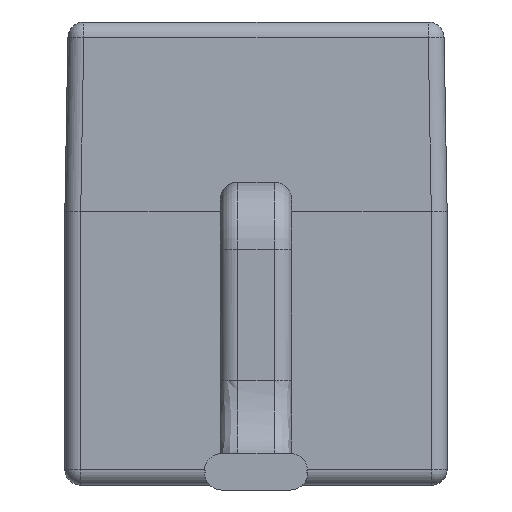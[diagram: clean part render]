
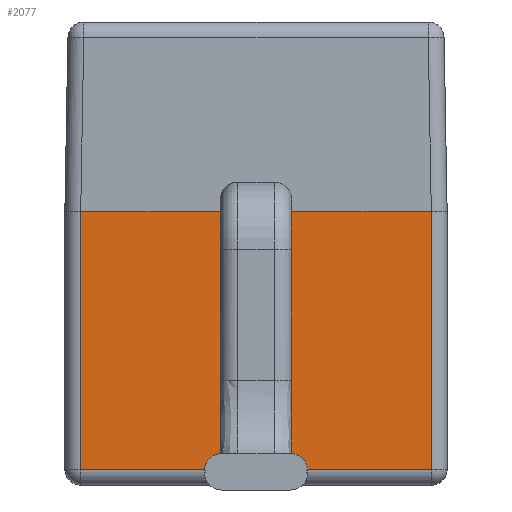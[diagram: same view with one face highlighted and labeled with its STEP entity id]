
A CAD part, left-side view. The second image highlights one B-rep face of the part: STEP entity #2077.
In plain terms, the highlighted planar face has unit normal (-1, 0, 0).
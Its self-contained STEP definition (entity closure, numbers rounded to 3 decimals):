
#76=PLANE('',#2281);
#127=LINE('',#3158,#289);
#139=LINE('',#3204,#301);
#144=LINE('',#3222,#306);
#172=LINE('',#3272,#334);
#173=LINE('',#3274,#335);
#174=LINE('',#3278,#336);
#175=LINE('',#3282,#337);
#176=LINE('',#3283,#338);
#289=VECTOR('',#2548,10.);
#301=VECTOR('',#2604,10.);
#306=VECTOR('',#2625,10.);
#334=VECTOR('',#2683,10.);
#335=VECTOR('',#2684,10.);
#336=VECTOR('',#2687,10.);
#337=VECTOR('',#2690,10.);
#338=VECTOR('',#2691,10.);
#552=FACE_OUTER_BOUND('',#684,.T.);
#684=EDGE_LOOP('',(#1532,#1533,#1534,#1535,#1536,#1537,#1538,#1539,#1540,
#1541));
#828=CIRCLE('',#2282,0.11);
#829=CIRCLE('',#2283,0.11);
#906=VERTEX_POINT('',#3150);
#907=VERTEX_POINT('',#3154);
#918=VERTEX_POINT('',#3196);
#924=VERTEX_POINT('',#3216);
#932=VERTEX_POINT('',#3271);
#933=VERTEX_POINT('',#3273);
#934=VERTEX_POINT('',#3275);
#935=VERTEX_POINT('',#3277);
#936=VERTEX_POINT('',#3279);
#937=VERTEX_POINT('',#3281);
#1099=EDGE_CURVE('',#906,#907,#127,.T.);
#1123=EDGE_CURVE('',#918,#906,#139,.T.);
#1132=EDGE_CURVE('',#924,#918,#144,.T.);
#1162=EDGE_CURVE('',#924,#932,#172,.T.);
#1163=EDGE_CURVE('',#932,#933,#173,.T.);
#1164=EDGE_CURVE('',#934,#933,#828,.F.);
#1165=EDGE_CURVE('',#934,#935,#174,.T.);
#1166=EDGE_CURVE('',#936,#935,#829,.F.);
#1167=EDGE_CURVE('',#936,#937,#175,.T.);
#1168=EDGE_CURVE('',#937,#907,#176,.T.);
#1532=ORIENTED_EDGE('',*,*,#1099,.F.);
#1533=ORIENTED_EDGE('',*,*,#1123,.F.);
#1534=ORIENTED_EDGE('',*,*,#1132,.F.);
#1535=ORIENTED_EDGE('',*,*,#1162,.T.);
#1536=ORIENTED_EDGE('',*,*,#1163,.T.);
#1537=ORIENTED_EDGE('',*,*,#1164,.F.);
#1538=ORIENTED_EDGE('',*,*,#1165,.T.);
#1539=ORIENTED_EDGE('',*,*,#1166,.F.);
#1540=ORIENTED_EDGE('',*,*,#1167,.T.);
#1541=ORIENTED_EDGE('',*,*,#1168,.T.);
#2077=ADVANCED_FACE('',(#552),#76,.T.);
#2281=AXIS2_PLACEMENT_3D('',#3270,#2681,#2682);
#2282=AXIS2_PLACEMENT_3D('',#3276,#2685,#2686);
#2283=AXIS2_PLACEMENT_3D('',#3280,#2688,#2689);
#2548=DIRECTION('',(0.,0.,1.));
#2604=DIRECTION('',(0.,1.,0.));
#2625=DIRECTION('',(0.,0.,-1.));
#2681=DIRECTION('center_axis',(-1.,0.,0.));
#2682=DIRECTION('ref_axis',(0.,0.,1.));
#2683=DIRECTION('',(0.,1.,0.));
#2684=DIRECTION('',(0.,0.,-1.));
#2685=DIRECTION('center_axis',(1.,0.,0.));
#2686=DIRECTION('ref_axis',(0.,-0.707,-0.707));
#2687=DIRECTION('',(0.,1.,0.));
#2688=DIRECTION('center_axis',(1.,0.,0.));
#2689=DIRECTION('ref_axis',(0.,0.707,-0.707));
#2690=DIRECTION('',(0.,0.,1.));
#2691=DIRECTION('',(0.,1.,0.));
#3150=CARTESIAN_POINT('',(-5.82,1.105,-1.36));
#3154=CARTESIAN_POINT('',(-5.82,1.105,0.267));
#3158=CARTESIAN_POINT('',(-5.82,1.105,-1.028));
#3196=CARTESIAN_POINT('',(-5.82,-1.105,-1.36));
#3204=CARTESIAN_POINT('',(-5.82,0.,-1.36));
#3216=CARTESIAN_POINT('',(-5.82,-1.105,0.267));
#3222=CARTESIAN_POINT('',(-5.82,-1.105,-1.028));
#3270=CARTESIAN_POINT('Origin',(-5.82,0.,-1.46));
#3271=CARTESIAN_POINT('',(-5.82,-0.225,0.267));
#3272=CARTESIAN_POINT('',(-5.82,0.,0.267));
#3273=CARTESIAN_POINT('',(-5.82,-0.225,0.127));
#3274=CARTESIAN_POINT('',(-5.82,-0.225,-0.99));
#3275=CARTESIAN_POINT('',(-5.82,-0.115,0.017));
#3276=CARTESIAN_POINT('Origin',(-5.82,-0.115,0.127));
#3277=CARTESIAN_POINT('',(-5.82,0.115,0.017));
#3278=CARTESIAN_POINT('',(-5.82,0.,0.017));
#3279=CARTESIAN_POINT('',(-5.82,0.225,0.127));
#3280=CARTESIAN_POINT('Origin',(-5.82,0.115,0.127));
#3281=CARTESIAN_POINT('',(-5.82,0.225,0.267));
#3282=CARTESIAN_POINT('',(-5.82,0.225,-0.99));
#3283=CARTESIAN_POINT('',(-5.82,0.,0.267));
